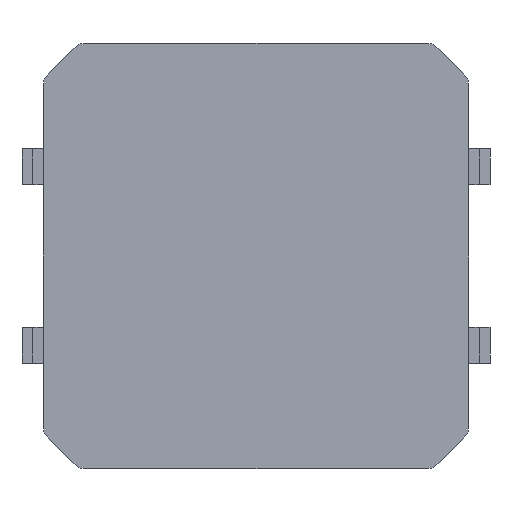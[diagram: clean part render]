
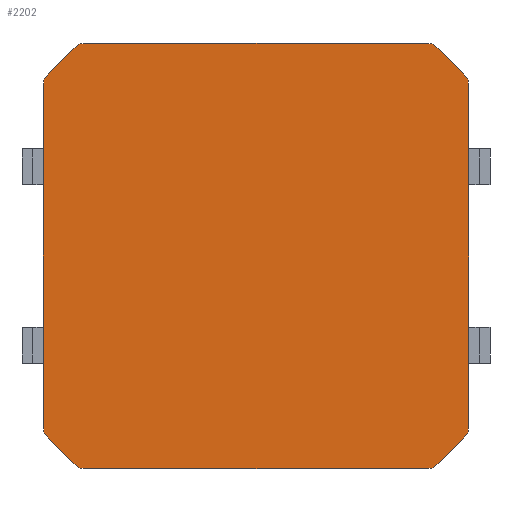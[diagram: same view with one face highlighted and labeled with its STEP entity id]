
A CAD part, front view. The second image highlights one B-rep face of the part: STEP entity #2202.
In plain terms, the highlighted planar face has unit normal (0, -1, 0).
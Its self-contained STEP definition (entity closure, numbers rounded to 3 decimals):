
#22 = CARTESIAN_POINT ( 'NONE',  ( -4.826, 0., 5.95 ) ) ;
#30 = CARTESIAN_POINT ( 'NONE',  ( 5.65, 0., -4.826 ) ) ;
#34 = EDGE_CURVE ( 'NONE', #1160, #3230, #489, .T. ) ;
#65 = AXIS2_PLACEMENT_3D ( 'NONE', #30, #1929, #303 ) ;
#74 = DIRECTION ( 'NONE',  ( 0., 0., 1. ) ) ;
#92 = DIRECTION ( 'NONE',  ( 0., 0., -1. ) ) ;
#128 = DIRECTION ( 'NONE',  ( 1., 0., 0. ) ) ;
#163 = EDGE_CURVE ( 'NONE', #2860, #1789, #2873, .T. ) ;
#180 = EDGE_CURVE ( 'NONE', #2246, #2765, #2215, .T. ) ;
#186 = CARTESIAN_POINT ( 'NONE',  ( -5.95, 0., -4.95 ) ) ;
#216 = VECTOR ( 'NONE', #2250, 1000. ) ;
#222 = LINE ( 'NONE', #379, #1570 ) ;
#247 = ORIENTED_EDGE ( 'NONE', *, *, #2548, .T. ) ;
#265 = CIRCLE ( 'NONE', #2963, 0.3 ) ;
#296 = DIRECTION ( 'NONE',  ( 0., -1., 0. ) ) ;
#297 = LINE ( 'NONE', #909, #216 ) ;
#303 = DIRECTION ( 'NONE',  ( 0., 0., 1. ) ) ;
#313 = CARTESIAN_POINT ( 'NONE',  ( -4.826, 0., -5.65 ) ) ;
#330 = DIRECTION ( 'NONE',  ( 0., -1., 0. ) ) ;
#334 = CARTESIAN_POINT ( 'NONE',  ( 5.95, 0., 4.95 ) ) ;
#379 = CARTESIAN_POINT ( 'NONE',  ( 5.95, 0., -5.95 ) ) ;
#420 = CARTESIAN_POINT ( 'NONE',  ( -5.038, 0., -5.862 ) ) ;
#489 = LINE ( 'NONE', #746, #2573 ) ;
#518 = EDGE_CURVE ( 'NONE', #2893, #3156, #297, .T. ) ;
#584 = DIRECTION ( 'NONE',  ( 0., 0., 1. ) ) ;
#587 = EDGE_CURVE ( 'NONE', #2893, #2612, #3052, .T. ) ;
#590 = CARTESIAN_POINT ( 'NONE',  ( -5.862, 0., -5.038 ) ) ;
#617 = CARTESIAN_POINT ( 'NONE',  ( 4.826, 0., 5.95 ) ) ;
#692 = VECTOR ( 'NONE', #841, 1000. ) ;
#702 = VECTOR ( 'NONE', #128, 1000. ) ;
#732 = ORIENTED_EDGE ( 'NONE', *, *, #1733, .T. ) ;
#746 = CARTESIAN_POINT ( 'NONE',  ( -4.95, 0., 5.95 ) ) ;
#761 = ORIENTED_EDGE ( 'NONE', *, *, #2969, .F. ) ;
#841 = DIRECTION ( 'NONE',  ( 0., 0., 1. ) ) ;
#846 = VERTEX_POINT ( 'NONE', #420 ) ;
#909 = CARTESIAN_POINT ( 'NONE',  ( -5.95, 0., -5.95 ) ) ;
#957 = VERTEX_POINT ( 'NONE', #3171 ) ;
#962 = CARTESIAN_POINT ( 'NONE',  ( -5.65, 0., -4.826 ) ) ;
#977 = VECTOR ( 'NONE', #2225, 1000. ) ;
#1020 = CIRCLE ( 'NONE', #2858, 0.3 ) ;
#1026 = CARTESIAN_POINT ( 'NONE',  ( 5.038, 0., -5.862 ) ) ;
#1065 = CARTESIAN_POINT ( 'NONE',  ( 5.65, 0., 4.826 ) ) ;
#1112 = CARTESIAN_POINT ( 'NONE',  ( 5.95, 0., -4.826 ) ) ;
#1123 = VERTEX_POINT ( 'NONE', #1339 ) ;
#1141 = ORIENTED_EDGE ( 'NONE', *, *, #518, .F. ) ;
#1160 = VERTEX_POINT ( 'NONE', #2168 ) ;
#1176 = CARTESIAN_POINT ( 'NONE',  ( 4.826, 0., -5.95 ) ) ;
#1204 = CARTESIAN_POINT ( 'NONE',  ( -5.95, 0., 5.95 ) ) ;
#1216 = VERTEX_POINT ( 'NONE', #22 ) ;
#1225 = CARTESIAN_POINT ( 'NONE',  ( -5.65, 0., 4.826 ) ) ;
#1238 = DIRECTION ( 'NONE',  ( 0., 0., 1. ) ) ;
#1247 = ORIENTED_EDGE ( 'NONE', *, *, #1255, .T. ) ;
#1255 = EDGE_CURVE ( 'NONE', #1266, #1574, #1496, .T. ) ;
#1266 = VERTEX_POINT ( 'NONE', #3295 ) ;
#1334 = ORIENTED_EDGE ( 'NONE', *, *, #2108, .T. ) ;
#1335 = ORIENTED_EDGE ( 'NONE', *, *, #1855, .F. ) ;
#1339 = CARTESIAN_POINT ( 'NONE',  ( -5.95, 0., 4.826 ) ) ;
#1341 = DIRECTION ( 'NONE',  ( 0., 0., 1. ) ) ;
#1365 = AXIS2_PLACEMENT_3D ( 'NONE', #3331, #1684, #74 ) ;
#1422 = LINE ( 'NONE', #1204, #702 ) ;
#1488 = DIRECTION ( 'NONE',  ( 0., 0., 1. ) ) ;
#1490 = ORIENTED_EDGE ( 'NONE', *, *, #34, .T. ) ;
#1493 = CARTESIAN_POINT ( 'NONE',  ( 4.826, 0., 5.65 ) ) ;
#1496 = CIRCLE ( 'NONE', #65, 0.3 ) ;
#1530 = CARTESIAN_POINT ( 'NONE',  ( -5.862, 0., 5.038 ) ) ;
#1553 = DIRECTION ( 'NONE',  ( 0.707, 0., -0.707 ) ) ;
#1570 = VECTOR ( 'NONE', #92, 1000. ) ;
#1574 = VERTEX_POINT ( 'NONE', #1112 ) ;
#1584 = EDGE_CURVE ( 'NONE', #1216, #1160, #3447, .T. ) ;
#1684 = DIRECTION ( 'NONE',  ( 0., 1., 0. ) ) ;
#1705 = VECTOR ( 'NONE', #1553, 1000. ) ;
#1722 = CARTESIAN_POINT ( 'NONE',  ( 5.862, 0., 5.038 ) ) ;
#1730 = PLANE ( 'NONE',  #1365 ) ;
#1733 = EDGE_CURVE ( 'NONE', #2898, #2860, #2103, .T. ) ;
#1743 = AXIS2_PLACEMENT_3D ( 'NONE', #1951, #330, #2222 ) ;
#1762 = ORIENTED_EDGE ( 'NONE', *, *, #180, .T. ) ;
#1767 = DIRECTION ( 'NONE',  ( 0., 0., 1. ) ) ;
#1789 = VERTEX_POINT ( 'NONE', #617 ) ;
#1855 = EDGE_CURVE ( 'NONE', #1216, #1789, #1422, .T. ) ;
#1917 = CARTESIAN_POINT ( 'NONE',  ( 4.826, 0., -5.65 ) ) ;
#1929 = DIRECTION ( 'NONE',  ( 0., -1., 0. ) ) ;
#1951 = CARTESIAN_POINT ( 'NONE',  ( -4.826, 0., 5.65 ) ) ;
#1960 = CARTESIAN_POINT ( 'NONE',  ( -5.95, 0., -5.95 ) ) ;
#1974 = CARTESIAN_POINT ( 'NONE',  ( -5.95, 0., -4.826 ) ) ;
#2103 = LINE ( 'NONE', #334, #3400 ) ;
#2108 = EDGE_CURVE ( 'NONE', #846, #3156, #265, .T. ) ;
#2122 = FACE_OUTER_BOUND ( 'NONE', #2391, .T. ) ;
#2168 = CARTESIAN_POINT ( 'NONE',  ( -5.038, 0., 5.862 ) ) ;
#2186 = ORIENTED_EDGE ( 'NONE', *, *, #2395, .T. ) ;
#2187 = DIRECTION ( 'NONE',  ( 0., 0., 1. ) ) ;
#2201 = DIRECTION ( 'NONE',  ( 0., -1., 0. ) ) ;
#2202 = ADVANCED_FACE ( 'NONE', ( #2122 ), #1730, .F. ) ;
#2215 = CIRCLE ( 'NONE', #2625, 0.3 ) ;
#2222 = DIRECTION ( 'NONE',  ( 0., 0., 1. ) ) ;
#2225 = DIRECTION ( 'NONE',  ( 0.707, 0., 0.707 ) ) ;
#2246 = VERTEX_POINT ( 'NONE', #1974 ) ;
#2250 = DIRECTION ( 'NONE',  ( -1., 0., 0. ) ) ;
#2324 = CARTESIAN_POINT ( 'NONE',  ( -4.826, 0., -5.95 ) ) ;
#2391 = EDGE_LOOP ( 'NONE', ( #1335, #2911, #1490, #2186, #761, #1762, #247, #1334, #1141, #2500, #3299, #1247, #2635, #2700, #732, #2861 ) ) ;
#2395 = EDGE_CURVE ( 'NONE', #3230, #1123, #2644, .T. ) ;
#2428 = AXIS2_PLACEMENT_3D ( 'NONE', #1493, #3413, #1767 ) ;
#2500 = ORIENTED_EDGE ( 'NONE', *, *, #587, .T. ) ;
#2548 = EDGE_CURVE ( 'NONE', #2765, #846, #3163, .T. ) ;
#2573 = VECTOR ( 'NONE', #3094, 1000. ) ;
#2612 = VERTEX_POINT ( 'NONE', #1026 ) ;
#2625 = AXIS2_PLACEMENT_3D ( 'NONE', #962, #2869, #1238 ) ;
#2635 = ORIENTED_EDGE ( 'NONE', *, *, #3506, .F. ) ;
#2644 = CIRCLE ( 'NONE', #3399, 0.3 ) ;
#2700 = ORIENTED_EDGE ( 'NONE', *, *, #3262, .T. ) ;
#2758 = CARTESIAN_POINT ( 'NONE',  ( 4.95, 0., -5.95 ) ) ;
#2765 = VERTEX_POINT ( 'NONE', #590 ) ;
#2780 = EDGE_CURVE ( 'NONE', #2612, #1266, #3159, .T. ) ;
#2801 = CARTESIAN_POINT ( 'NONE',  ( 5.038, 0., 5.862 ) ) ;
#2858 = AXIS2_PLACEMENT_3D ( 'NONE', #1065, #2981, #1341 ) ;
#2860 = VERTEX_POINT ( 'NONE', #2801 ) ;
#2861 = ORIENTED_EDGE ( 'NONE', *, *, #163, .T. ) ;
#2869 = DIRECTION ( 'NONE',  ( 0., -1., 0. ) ) ;
#2870 = LINE ( 'NONE', #1960, #692 ) ;
#2873 = CIRCLE ( 'NONE', #2428, 0.3 ) ;
#2893 = VERTEX_POINT ( 'NONE', #1176 ) ;
#2898 = VERTEX_POINT ( 'NONE', #1722 ) ;
#2911 = ORIENTED_EDGE ( 'NONE', *, *, #1584, .T. ) ;
#2963 = AXIS2_PLACEMENT_3D ( 'NONE', #313, #2201, #584 ) ;
#2969 = EDGE_CURVE ( 'NONE', #2246, #1123, #2870, .T. ) ;
#2981 = DIRECTION ( 'NONE',  ( 0., -1., 0. ) ) ;
#3052 = CIRCLE ( 'NONE', #3054, 0.3 ) ;
#3054 = AXIS2_PLACEMENT_3D ( 'NONE', #1917, #296, #2187 ) ;
#3062 = DIRECTION ( 'NONE',  ( -0.707, 0., 0.707 ) ) ;
#3094 = DIRECTION ( 'NONE',  ( -0.707, 0., -0.707 ) ) ;
#3126 = DIRECTION ( 'NONE',  ( 0., -1., 0. ) ) ;
#3156 = VERTEX_POINT ( 'NONE', #2324 ) ;
#3159 = LINE ( 'NONE', #2758, #977 ) ;
#3163 = LINE ( 'NONE', #186, #1705 ) ;
#3171 = CARTESIAN_POINT ( 'NONE',  ( 5.95, 0., 4.826 ) ) ;
#3230 = VERTEX_POINT ( 'NONE', #1530 ) ;
#3262 = EDGE_CURVE ( 'NONE', #957, #2898, #1020, .T. ) ;
#3295 = CARTESIAN_POINT ( 'NONE',  ( 5.862, 0., -5.038 ) ) ;
#3299 = ORIENTED_EDGE ( 'NONE', *, *, #2780, .T. ) ;
#3331 = CARTESIAN_POINT ( 'NONE',  ( 5.95, 0., 5.95 ) ) ;
#3399 = AXIS2_PLACEMENT_3D ( 'NONE', #1225, #3126, #1488 ) ;
#3400 = VECTOR ( 'NONE', #3062, 1000. ) ;
#3413 = DIRECTION ( 'NONE',  ( 0., -1., 0. ) ) ;
#3447 = CIRCLE ( 'NONE', #1743, 0.3 ) ;
#3506 = EDGE_CURVE ( 'NONE', #957, #1574, #222, .T. ) ;
